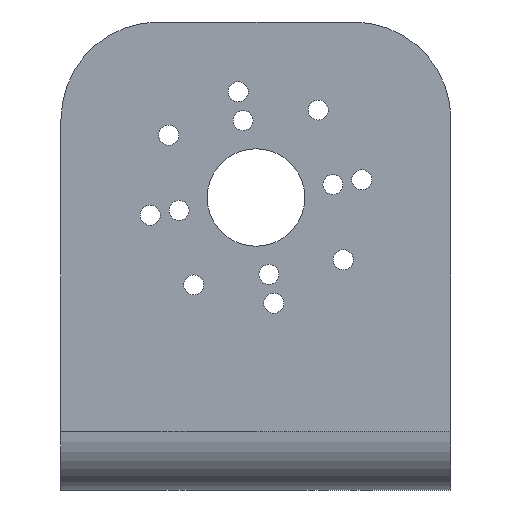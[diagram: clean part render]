
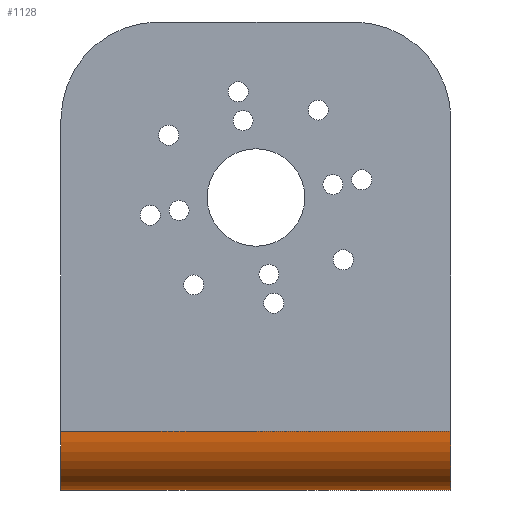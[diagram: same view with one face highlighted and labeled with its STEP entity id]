
A CAD part, left-side view. The second image highlights one B-rep face of the part: STEP entity #1128.
In plain terms, the highlighted cylindrical face has radius 6 mm (diameter 12 mm), a partial arc.
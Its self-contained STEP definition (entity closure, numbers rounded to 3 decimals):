
#82 = CYLINDRICAL_SURFACE ( 'NONE', #2469, 6. ) ;
#94 = DIRECTION ( 'NONE',  ( 0., 0., 1. ) ) ;
#213 = CARTESIAN_POINT ( 'NONE',  ( 0., 40., -42. ) ) ;
#306 = VERTEX_POINT ( 'NONE', #213 ) ;
#322 = EDGE_CURVE ( 'NONE', #664, #3197, #1385, .T. ) ;
#351 = CARTESIAN_POINT ( 'NONE',  ( 6., 0., -48. ) ) ;
#599 = DIRECTION ( 'NONE',  ( 0., 1., 0. ) ) ;
#650 = CARTESIAN_POINT ( 'NONE',  ( 0., 0., -42. ) ) ;
#664 = VERTEX_POINT ( 'NONE', #2552 ) ;
#899 = CARTESIAN_POINT ( 'NONE',  ( 6., 40., -42. ) ) ;
#960 = ORIENTED_EDGE ( 'NONE', *, *, #1284, .T. ) ;
#1092 = ORIENTED_EDGE ( 'NONE', *, *, #1976, .T. ) ;
#1128 = ADVANCED_FACE ( 'NONE', ( #1561 ), #82, .T. ) ;
#1177 = CIRCLE ( 'NONE', #2166, 6. ) ;
#1276 = AXIS2_PLACEMENT_3D ( 'NONE', #899, #1974, #94 ) ;
#1284 = EDGE_CURVE ( 'NONE', #1661, #306, #2229, .T. ) ;
#1361 = ORIENTED_EDGE ( 'NONE', *, *, #322, .T. ) ;
#1374 = ORIENTED_EDGE ( 'NONE', *, *, #1710, .T. ) ;
#1385 = LINE ( 'NONE', #2857, #1742 ) ;
#1561 = FACE_OUTER_BOUND ( 'NONE', #1807, .T. ) ;
#1661 = VERTEX_POINT ( 'NONE', #650 ) ;
#1710 = EDGE_CURVE ( 'NONE', #3197, #1661, #1177, .T. ) ;
#1742 = VECTOR ( 'NONE', #2567, 1000. ) ;
#1807 = EDGE_LOOP ( 'NONE', ( #1092, #1361, #1374, #960 ) ) ;
#1820 = VECTOR ( 'NONE', #2825, 1000. ) ;
#1974 = DIRECTION ( 'NONE',  ( 0., -1., 0. ) ) ;
#1976 = EDGE_CURVE ( 'NONE', #306, #664, #3271, .T. ) ;
#2051 = CARTESIAN_POINT ( 'NONE',  ( 6., 0., -42. ) ) ;
#2166 = AXIS2_PLACEMENT_3D ( 'NONE', #2051, #2553, #2300 ) ;
#2198 = CARTESIAN_POINT ( 'NONE',  ( 6., 40., -42. ) ) ;
#2223 = DIRECTION ( 'NONE',  ( 0., 0., 1. ) ) ;
#2229 = LINE ( 'NONE', #3308, #1820 ) ;
#2300 = DIRECTION ( 'NONE',  ( 0., 0., 1. ) ) ;
#2469 = AXIS2_PLACEMENT_3D ( 'NONE', #2198, #599, #2223 ) ;
#2552 = CARTESIAN_POINT ( 'NONE',  ( 6., 40., -48. ) ) ;
#2553 = DIRECTION ( 'NONE',  ( 0., 1., 0. ) ) ;
#2567 = DIRECTION ( 'NONE',  ( 0., -1., 0. ) ) ;
#2825 = DIRECTION ( 'NONE',  ( 0., 1., 0. ) ) ;
#2857 = CARTESIAN_POINT ( 'NONE',  ( 6., 40., -48. ) ) ;
#3197 = VERTEX_POINT ( 'NONE', #351 ) ;
#3271 = CIRCLE ( 'NONE', #1276, 6. ) ;
#3308 = CARTESIAN_POINT ( 'NONE',  ( 0., 40., -42. ) ) ;
